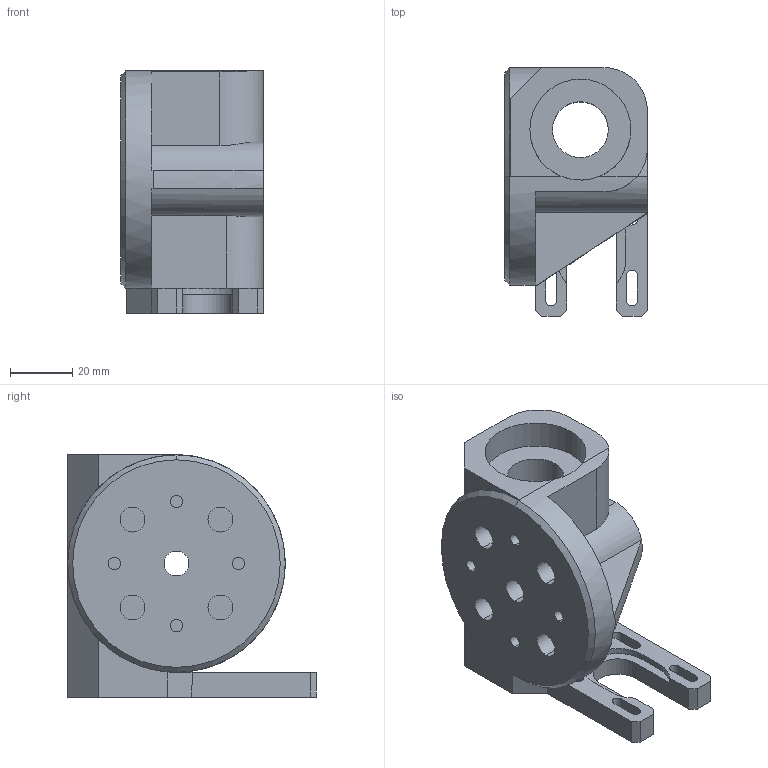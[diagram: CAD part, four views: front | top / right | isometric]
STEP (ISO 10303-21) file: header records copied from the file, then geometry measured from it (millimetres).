
FILE_DESCRIPTION (( 'STEP AP203' ), '1' );
FILE_NAME ('Arm2Mountv2_Default_sldprt.STEP', '2025-10-23T01:45:47', ( '' ), ( '' ), 'SwSTEP 2.0', 'SolidWorks 2024', '' );
FILE_SCHEMA (( 'CONFIG_CONTROL_DESIGN' ));
Length unit declared in the file: millimetre
Products named in the file (1): Arm2Mountv2_Default_sldprt
Bounding box: 46 x 80 x 78 mm (x, y, z)
Volume: 123548.8 mm3; surface area: 31194.4 mm2
Topology: 1 solids, 1 shells, 126 faces, 322 edges, 212 vertices
Faces by surface type: plane 67, cylinder 56, cone 3
Entity records: 4021 total; most frequent: CARTESIAN_POINT 765, DIRECTION 683, ORIENTED_EDGE 644, EDGE_CURVE 322, AXIS2_PLACEMENT_3D 244, VERTEX_POINT 212, VECTOR 195, LINE 195
